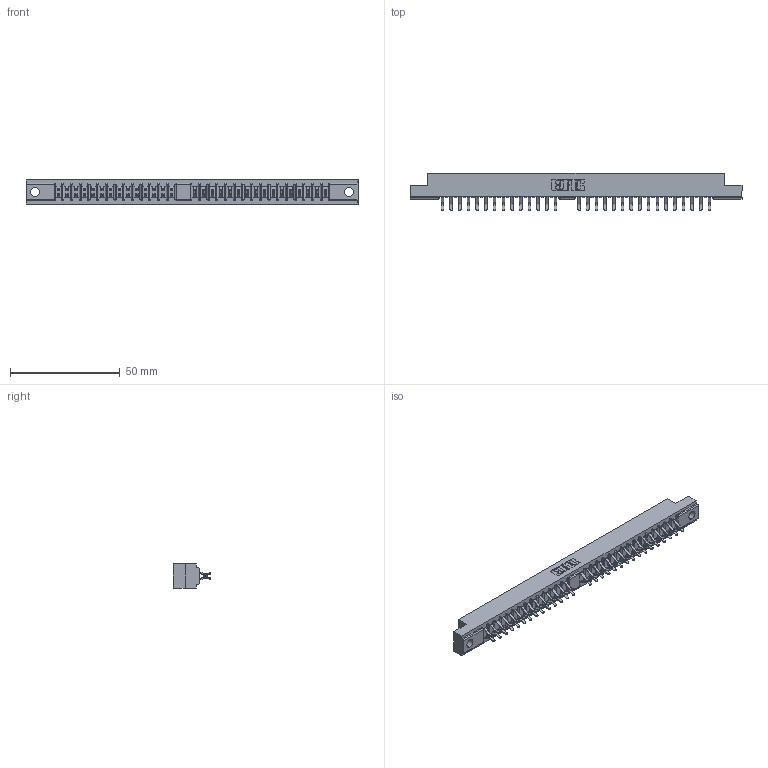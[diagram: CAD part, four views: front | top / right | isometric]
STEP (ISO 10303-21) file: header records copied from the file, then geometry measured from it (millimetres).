
FILE_DESCRIPTION (( 'STEP AP203' ), '1' );
FILE_NAME ('310-060-556-204.STEP', '2020-03-25T14:14:00', ( '' ), ( '' ), 'SwSTEP 2.0', 'SolidWorks 2016', '' );
FILE_SCHEMA (( 'CONFIG_CONTROL_DESIGN' ));
Length unit declared in the file: millimetre
Products named in the file (3): 307-290-001_556; 310 Part_.156 Dia. Hole; 310-060-556-204
Assembly tree (61 placements, depth 2):
  310-060-556-204
    310 Part_.156 Dia. Hole
    307-290-001_556  x60
Bounding box: 151.21 x 16.92 x 10.97 mm (x, y, z)
Volume: 12911.7 mm3; surface area: 17301.9 mm2
Topology: 61 solids, 61 shells, 3166 faces, 8881 edges, 5750 vertices
Faces by surface type: plane 2064, cylinder 1038, sphere 64
Entity records: 28690 total; most frequent: CARTESIAN_POINT 4699, ORIENTED_EDGE 4654, DIRECTION 4609, EDGE_CURVE 2327, LINE 1785, VECTOR 1785, VERTEX_POINT 1502, AXIS2_PLACEMENT_3D 1412
